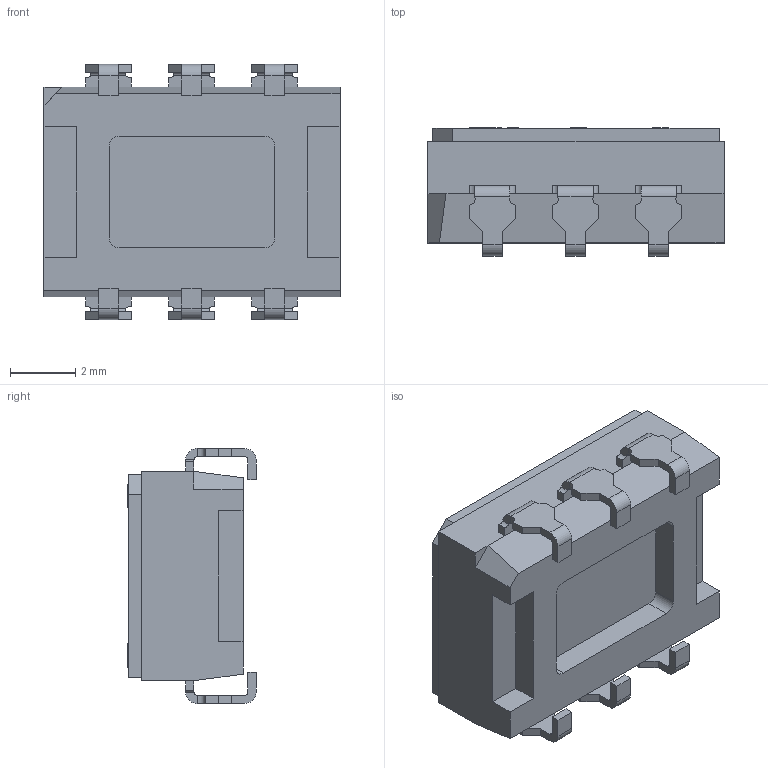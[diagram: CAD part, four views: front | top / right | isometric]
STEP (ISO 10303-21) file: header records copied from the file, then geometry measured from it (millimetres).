
FILE_DESCRIPTION( ( 'STEP AP214' ), '1' );
FILE_NAME( 'CFS-0300TA.stp', '2021-08-07T19:22:38', ( 'License CC BY-ND 4.0' ), ( 'CADENAS' ), ' ', 'PARTsolutions', ' ' );
FILE_SCHEMA( ( 'AUTOMOTIVE_DESIGN { 1 0 10303 214 1 1 1 1 }' ) );
Length unit declared in the file: millimetre
Products named in the file (3): CFS-0300TA; _CFS-03-J-body; _CFSFlat knob, washable type (With seal tape)-slider
Assembly tree (4 placements, depth 2):
  CFS-0300TA
    _CFS-03-J-body
    _CFSFlat knob, washable type (With seal tape)-slider  x3
Bounding box: 9.05 x 3.92 x 7.8 mm (x, y, z)
Volume: 179.1 mm3; surface area: 309.5 mm2
Topology: 4 solids, 4 shells, 313 faces, 821 edges, 527 vertices
Faces by surface type: plane 212, cylinder 101
Entity records: 11035 total; most frequent: CARTESIAN_POINT 1518, DIRECTION 1499, ORIENTED_EDGE 1498, EDGE_CURVE 749, LINE 579, VECTOR 579, VERTEX_POINT 479, AXIS2_PLACEMENT_3D 460
